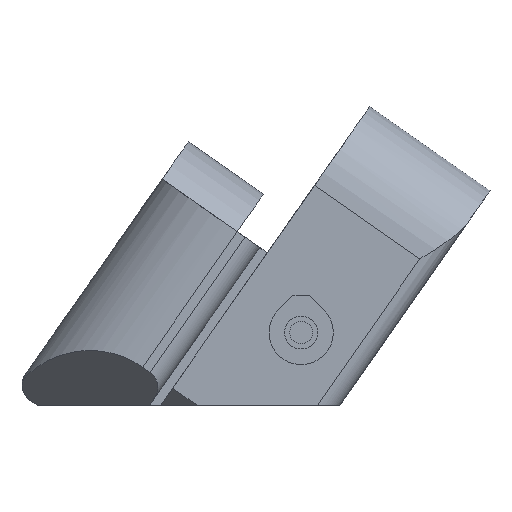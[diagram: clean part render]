
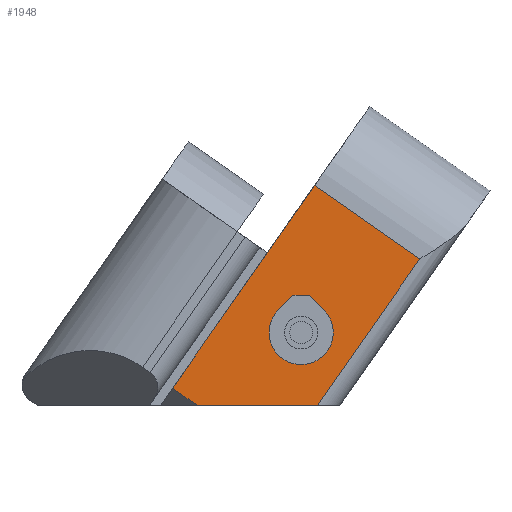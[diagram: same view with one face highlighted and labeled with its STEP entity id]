
A CAD part, left-side view. The second image highlights one B-rep face of the part: STEP entity #1948.
In plain terms, the highlighted planar face has unit normal (-1, 0, 0).
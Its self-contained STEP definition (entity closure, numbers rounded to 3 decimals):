
#830=AXIS2_PLACEMENT_3D('Circle Axis2P3D',#828,#829,$) ;
#1914=AXIS2_PLACEMENT_3D('Plane Axis2P3D',#1911,#1912,#1913) ;
#207=CARTESIAN_POINT('Vertex',(-41.5,-51.746,4.882)) ;
#216=CARTESIAN_POINT('Vertex',(-41.5,-54.434,3.)) ;
#219=CARTESIAN_POINT('Line Origine',(-41.5,-53.09,3.941)) ;
#770=CARTESIAN_POINT('Vertex',(-41.5,-66.648,15.)) ;
#773=CARTESIAN_POINT('Line Origine',(-41.5,-65.756,15.)) ;
#777=CARTESIAN_POINT('Vertex',(-41.5,-64.864,15.)) ;
#801=CARTESIAN_POINT('Vertex',(-41.5,-68.231,13.417)) ;
#804=CARTESIAN_POINT('Line Origine',(-41.5,-67.44,14.209)) ;
#825=CARTESIAN_POINT('Vertex',(-41.5,-63.281,13.417)) ;
#828=CARTESIAN_POINT('Axis2P3D Location',(-41.5,-65.756,10.943)) ;
#845=CARTESIAN_POINT('Line Origine',(-41.5,-64.073,14.209)) ;
#911=CARTESIAN_POINT('Line Origine',(-41.5,-59.49,15.941)) ;
#915=CARTESIAN_POINT('Vertex',(-41.5,-67.233,26.999)) ;
#1911=CARTESIAN_POINT('Axis2P3D Location',(-41.5,-40.278,12.912)) ;
#1916=CARTESIAN_POINT('Line Origine',(-41.5,-73.11,10.985)) ;
#1920=CARTESIAN_POINT('Vertex',(-41.5,-78.701,18.969)) ;
#1922=CARTESIAN_POINT('Vertex',(-41.5,-67.519,3.)) ;
#1925=CARTESIAN_POINT('Line Origine',(-41.5,-72.967,22.984)) ;
#1930=CARTESIAN_POINT('Line Origine',(-41.5,-60.977,3.)) ;
#220=DIRECTION('Vector Direction',(0.,-0.819,-0.574)) ;
#774=DIRECTION('Vector Direction',(0.,1.,0.)) ;
#805=DIRECTION('Vector Direction',(0.,0.707,0.707)) ;
#829=DIRECTION('Axis2P3D Direction',(-1.,0.,-0.)) ;
#846=DIRECTION('Vector Direction',(0.,0.707,-0.707)) ;
#912=DIRECTION('Vector Direction',(0.,0.574,-0.819)) ;
#1912=DIRECTION('Axis2P3D Direction',(1.,0.,0.)) ;
#1913=DIRECTION('Axis2P3D XDirection',(0.,-0.574,0.819)) ;
#1917=DIRECTION('Vector Direction',(0.,-0.574,0.819)) ;
#1926=DIRECTION('Vector Direction',(0.,-0.819,-0.574)) ;
#1931=DIRECTION('Vector Direction',(0.,-1.,0.)) ;
#221=VECTOR('Line Direction',#220,1.) ;
#775=VECTOR('Line Direction',#774,1.) ;
#806=VECTOR('Line Direction',#805,1.) ;
#847=VECTOR('Line Direction',#846,1.) ;
#913=VECTOR('Line Direction',#912,1.) ;
#1918=VECTOR('Line Direction',#1917,1.) ;
#1927=VECTOR('Line Direction',#1926,1.) ;
#1932=VECTOR('Line Direction',#1931,1.) ;
#1936=ORIENTED_EDGE('',*,*,#1924,.F.) ;
#1937=ORIENTED_EDGE('',*,*,#1929,.F.) ;
#1938=ORIENTED_EDGE('',*,*,#917,.F.) ;
#1939=ORIENTED_EDGE('',*,*,#223,.T.) ;
#1940=ORIENTED_EDGE('',*,*,#1934,.T.) ;
#1943=ORIENTED_EDGE('',*,*,#779,.F.) ;
#1944=ORIENTED_EDGE('',*,*,#808,.F.) ;
#1945=ORIENTED_EDGE('',*,*,#832,.F.) ;
#1946=ORIENTED_EDGE('',*,*,#849,.F.) ;
#1947=FACE_BOUND('',#1942,.T.) ;
#1948=ADVANCED_FACE('PartBody',(#1941,#1947),#1915,.F.) ;
#831=CIRCLE('generated circle',#830,3.5) ;
#223=EDGE_CURVE('',#208,#217,#222,.T.) ;
#779=EDGE_CURVE('',#771,#778,#776,.T.) ;
#808=EDGE_CURVE('',#802,#771,#807,.T.) ;
#832=EDGE_CURVE('',#826,#802,#831,.T.) ;
#849=EDGE_CURVE('',#778,#826,#848,.T.) ;
#917=EDGE_CURVE('',#208,#916,#914,.F.) ;
#1924=EDGE_CURVE('',#1921,#1923,#1919,.F.) ;
#1929=EDGE_CURVE('',#916,#1921,#1928,.T.) ;
#1934=EDGE_CURVE('',#217,#1923,#1933,.T.) ;
#1935=EDGE_LOOP('',(#1936,#1937,#1938,#1939,#1940)) ;
#1942=EDGE_LOOP('',(#1943,#1944,#1945,#1946)) ;
#1941=FACE_OUTER_BOUND('',#1935,.T.) ;
#222=LINE('Line',#219,#221) ;
#776=LINE('Line',#773,#775) ;
#807=LINE('Line',#804,#806) ;
#848=LINE('Line',#845,#847) ;
#914=LINE('Line',#911,#913) ;
#1919=LINE('Line',#1916,#1918) ;
#1928=LINE('Line',#1925,#1927) ;
#1933=LINE('Line',#1930,#1932) ;
#1915=PLANE('',#1914) ;
#208=VERTEX_POINT('',#207) ;
#217=VERTEX_POINT('',#216) ;
#771=VERTEX_POINT('',#770) ;
#778=VERTEX_POINT('',#777) ;
#802=VERTEX_POINT('',#801) ;
#826=VERTEX_POINT('',#825) ;
#916=VERTEX_POINT('',#915) ;
#1921=VERTEX_POINT('',#1920) ;
#1923=VERTEX_POINT('',#1922) ;
